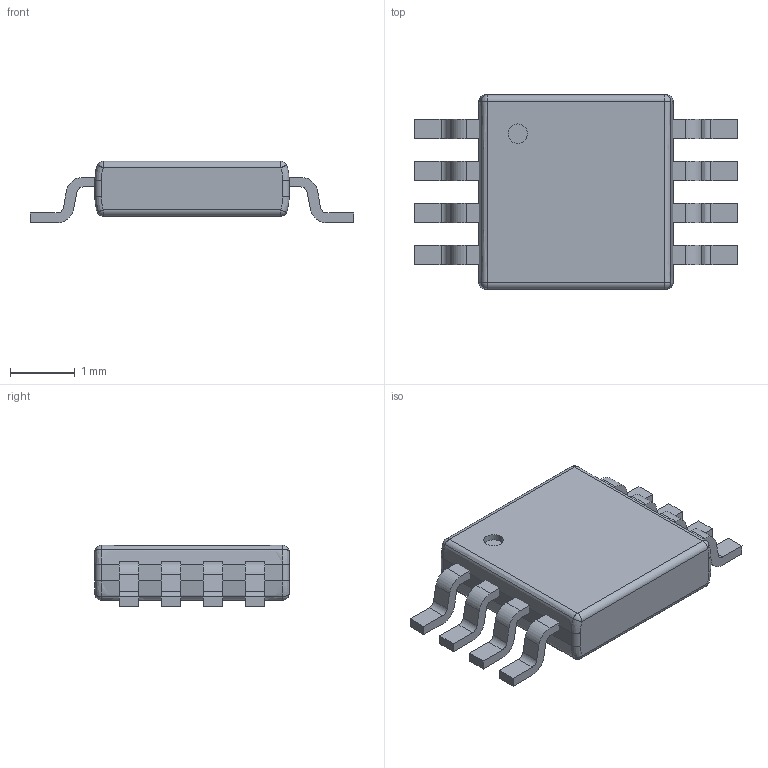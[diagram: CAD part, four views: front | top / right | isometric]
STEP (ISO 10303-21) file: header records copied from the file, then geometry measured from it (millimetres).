
FILE_DESCRIPTION (( 'STEP AP214' ), '1' );
FILE_NAME ('SW3dPS-uMAX8.STEP', '2009-08-16T09:15:29', ( 'SysAdmin' ), ( 'SolidWorks' ), 'SwSTEP 2.0', 'SolidWorks 2009', '' );
FILE_SCHEMA (( 'AUTOMOTIVE_DESIGN' ));
Length unit declared in the file: millimetre
Products named in the file (10): SW3dPS-uMAX8_Part_141; SW3dPS-uMAX8; SW3dPS-uMAX8_Part_181; SW3dPS-uMAX8_Part_602; SW3dPS-uMAX8_Part_262; SW3dPS-uMAX8_Part_450; SW3dPS-uMAX8_Part_374; SW3dPS-uMAX8_Part_754; SW3dPS-uMAX8_Part_678; SW3dPS-uMAX8_Part_526
Assembly tree (9 placements, depth 2):
  SW3dPS-uMAX8
    SW3dPS-uMAX8_Part_602
    SW3dPS-uMAX8_Part_374
    SW3dPS-uMAX8_Part_141
    SW3dPS-uMAX8_Part_526
    SW3dPS-uMAX8_Part_450
    SW3dPS-uMAX8_Part_262
    SW3dPS-uMAX8_Part_754
    SW3dPS-uMAX8_Part_678
    SW3dPS-uMAX8_Part_181
Bounding box: 5 x 3 x 0.95 mm (x, y, z)
Volume: 8.1 mm3; surface area: 39.5 mm2
Topology: 9 solids, 9 shells, 153 faces, 380 edges, 240 vertices
Faces by surface type: plane 87, cylinder 42, bspline 16, sphere 8
Entity records: 8472 total; most frequent: CARTESIAN_POINT 2858, ORIENTED_EDGE 748, DIRECTION 700, EDGE_CURVE 374, VECTOR 250, LINE 250, VERTEX_POINT 240, AXIS2_PLACEMENT_3D 225
